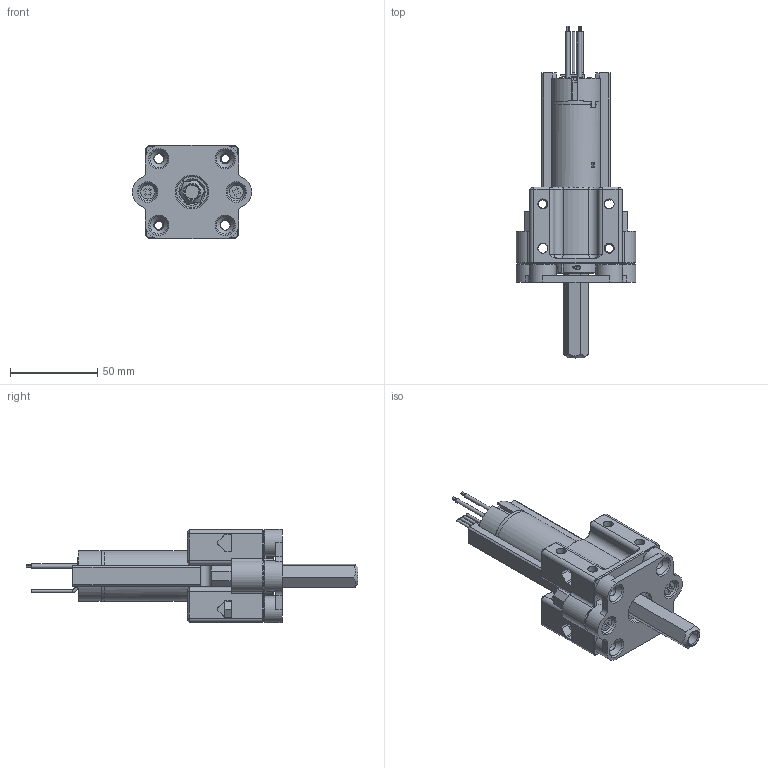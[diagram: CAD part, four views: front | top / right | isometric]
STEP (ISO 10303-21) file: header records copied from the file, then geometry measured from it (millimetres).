
FILE_DESCRIPTION(/* description */ (''),/* implementation_level */ '2;1');
FILE_NAME(/* name */ '2020-01-09 PLG motor mount.stp',/* time_stamp */ '2020-01-09T23:28:55-05:00',/* author */ ('Kevin'),/* organization */ (''),/* preprocessor_version */ 'ST-DEVELOPER v18',/* originating_system */ 'Autodesk Inventor 2020',/* authorisation */ '');
FILE_SCHEMA (('AUTOMOTIVE_DESIGN { 1 0 10303 214 3 1 1 }'));
Products named in the file (10): PLG motor mount; PLG motor retention bracket; Nut - 0.190; wood screw 1_5in; PLG motor mount main; PLG motor mount hex retention plate; 2019-11-1 JE-PLG-149 with adapter R1; JE-PLG-149; JE-PLG-ADPTR-1; 217-2737.20121205
Assembly tree (14 placements, depth 3):
  PLG motor mount
    wood screw 1_5in  x2
    Nut - 0.190  x4
    PLG motor retention bracket  x2
    PLG motor mount main
    PLG motor mount hex retention plate
    2019-11-1 JE-PLG-149 with adapter R1
      JE-PLG-149
      JE-PLG-ADPTR-1
    217-2737.20121205
Bounding box: 68.58 x 190.27 x 53.34 mm (x, y, z)
Volume: 140848 mm3; surface area: 87724.6 mm2
Topology: 41 solids, 49 shells, 3005 faces, 8236 edges, 5342 vertices
Faces by surface type: plane 1534, cylinder 1108, cone 211, torus 64, bspline 57, sphere 31
Full cylindrical faces by diameter (mm): 1 x4, 1.4 x4, 1.5 x20, 1.56 x8, 1.8 x2, 2.02 x14, 2.2 x2, 2.261 x1, 2.3 x1, 2.5 x4, 2.55 x2, 2.845 x14, 2.9 x1, 2.997 x20, 3 x6, 3.175 x3, 3.264 x1, 3.4 x1, 3.8 x2, 4.064 x2, 4.648 x1, 4.762 x1, 4.826 x6, 5.613 x38, 7.2 x1, 7.9 x1, 8 x1, 8.026 x2, 8.5 x1, 8.8 x2
Entity records: 100284 total; most frequent: CARTESIAN_POINT 24680, ORIENTED_EDGE 15812, DIRECTION 15687, EDGE_CURVE 7906, AXIS2_PLACEMENT_3D 5498, VERTEX_POINT 5139, LINE 4691, VECTOR 4691
